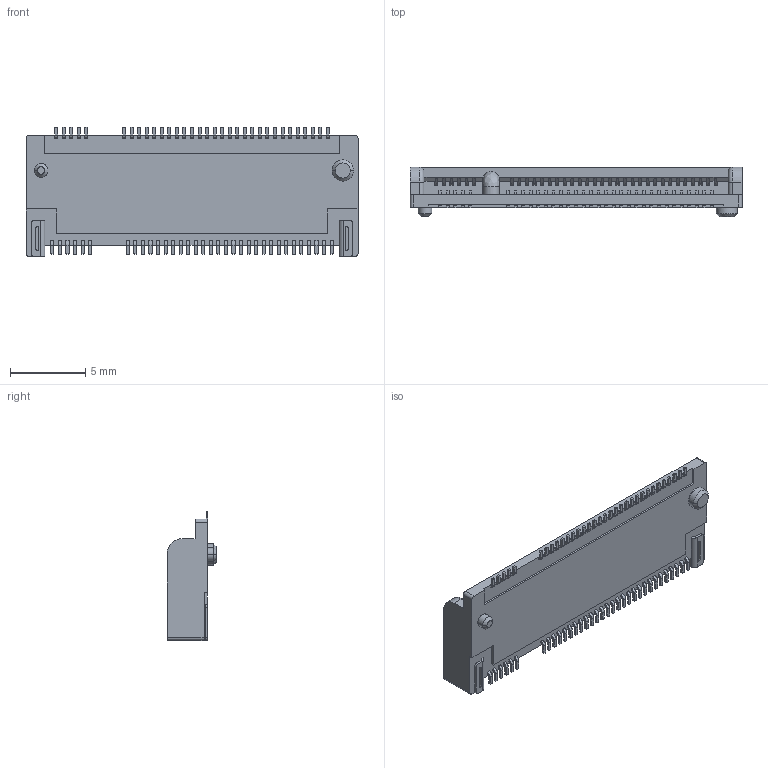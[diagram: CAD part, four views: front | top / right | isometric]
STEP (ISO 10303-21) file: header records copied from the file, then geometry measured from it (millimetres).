
FILE_DESCRIPTION((''),'2;1');
FILE_NAME('MDT275B0X001_C3D','2020-03-17T',('yunx.liu'),(''),'PRO/ENGINEER BY PARAMETRIC TECHNOLOGY CORPORATION, 2013320','PRO/ENGINEER BY PARAMETRIC TECHNOLOGY CORPORATION, 2013320','');
FILE_SCHEMA(('CONFIG_CONTROL_DESIGN'));
Length unit declared in the file: millimetre
Products named in the file (1): MDT275B0X001_C3D
Bounding box: 22 x 3.3 x 8.55 mm (x, y, z)
Volume: 297.8 mm3; surface area: 642.4 mm2
Topology: 1 solids, 1 shells, 1594 faces, 4530 edges, 3023 vertices
Faces by surface type: plane 1156, cylinder 431, cone 4, torus 2, bspline 1
Entity records: 51997 total; most frequent: CARTESIAN_POINT 9514, ORIENTED_EDGE 9060, DIRECTION 8467, EDGE_CURVE 4530, VECTOR 3507, LINE 3507, VERTEX_POINT 3023, AXIS2_PLACEMENT_3D 2480
